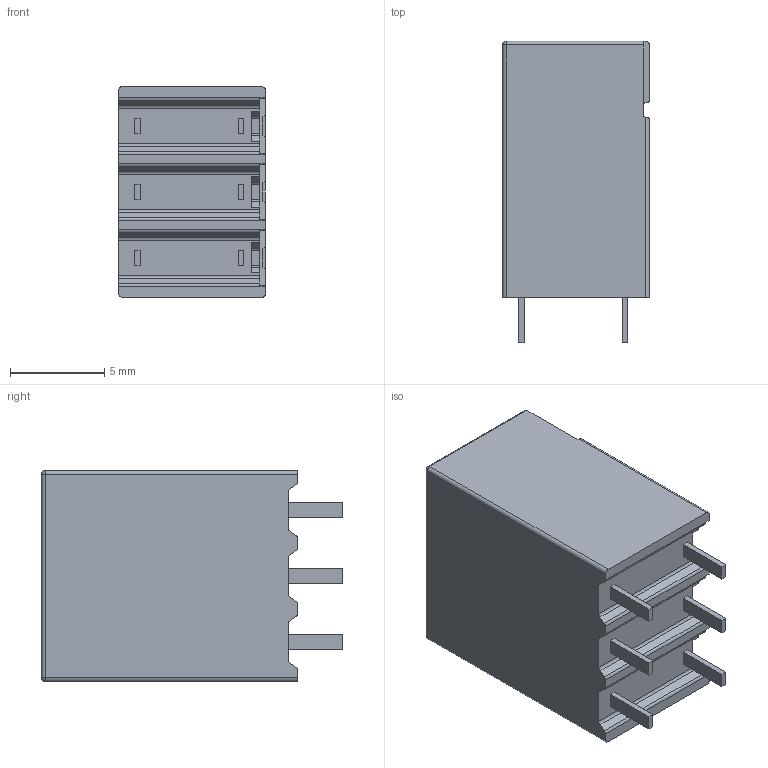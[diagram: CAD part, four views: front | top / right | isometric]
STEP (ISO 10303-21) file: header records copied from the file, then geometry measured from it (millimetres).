
FILE_DESCRIPTION(/* description */ ('STEP AP214'),/* implementation_level */ '2;1');
FILE_NAME(/* name */ '2086-1103',/* time_stamp */ '2024-11-20T19:32:42+01:00',/* author */ ('License CC BY-ND 4.0'),/* organization */ ('CADENAS'),/* preprocessor_version */ 'ST-DEVELOPER v19.3',/* originating_system */ 'PARTsolutions',/* authorisation */ ' ');
FILE_SCHEMA (('AUTOMOTIVE_DESIGN {1 0 10303 214 3 1 1}'));
Length unit declared in the file: millimetre
Products named in the file (1): 2086-1103
Bounding box: 7.8 x 16 x 11.2 mm (x, y, z)
Volume: 1079.2 mm3; surface area: 852.7 mm2
Topology: 1 solids, 1 shells, 263 faces, 680 edges, 432 vertices
Faces by surface type: plane 200, cylinder 49, cone 12, sphere 2
Entity records: 9728 total; most frequent: CARTESIAN_POINT 1374, ORIENTED_EDGE 1356, DIRECTION 1316, EDGE_CURVE 678, LINE 568, VECTOR 568, VERTEX_POINT 432, AXIS2_PLACEMENT_3D 374
